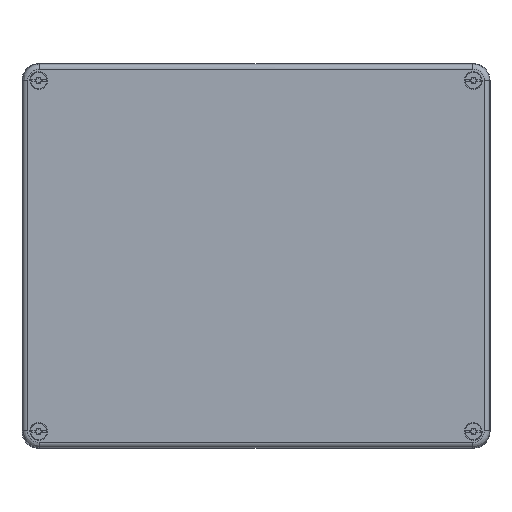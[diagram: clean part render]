
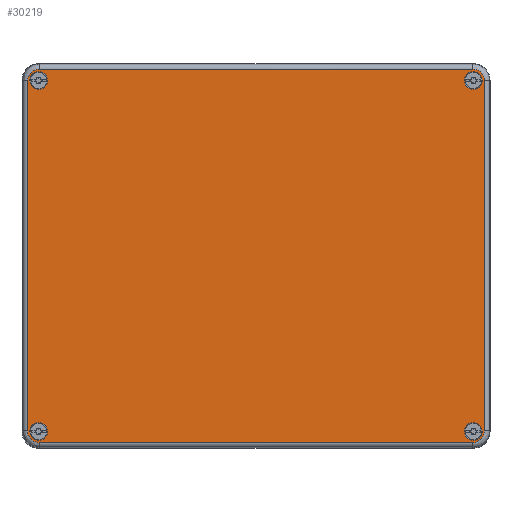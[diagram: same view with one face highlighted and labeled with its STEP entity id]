
A CAD part, top view. The second image highlights one B-rep face of the part: STEP entity #30219.
In plain terms, the highlighted planar face has unit normal (0, 0, 1).
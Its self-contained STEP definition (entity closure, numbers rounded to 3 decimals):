
#30135=AXIS2_PLACEMENT_3D('Plane Axis2P3D',#30132,#30133,#30134) ;
#30149=AXIS2_PLACEMENT_3D('Circle Axis2P3D',#30147,#30148,$) ;
#30158=AXIS2_PLACEMENT_3D('Circle Axis2P3D',#30156,#30157,$) ;
#30167=AXIS2_PLACEMENT_3D('Circle Axis2P3D',#30165,#30166,$) ;
#30176=AXIS2_PLACEMENT_3D('Circle Axis2P3D',#30174,#30175,$) ;
#30185=AXIS2_PLACEMENT_3D('Circle Axis2P3D',#30183,#30184,$) ;
#30194=AXIS2_PLACEMENT_3D('Circle Axis2P3D',#30192,#30193,$) ;
#30203=AXIS2_PLACEMENT_3D('Circle Axis2P3D',#30201,#30202,$) ;
#30212=AXIS2_PLACEMENT_3D('Circle Axis2P3D',#30210,#30211,$) ;
#29182=CARTESIAN_POINT('Vertex',(3.297,219.704,111.)) ;
#29189=CARTESIAN_POINT('Vertex',(3.297,10.296,111.)) ;
#29192=CARTESIAN_POINT('Line Origine',(3.297,115.,111.)) ;
#29297=CARTESIAN_POINT('Vertex',(10.296,226.703,111.)) ;
#29301=CARTESIAN_POINT('Control Point',(3.297,219.704,111.)) ;
#29302=CARTESIAN_POINT('Control Point',(3.297,221.166,111.)) ;
#29303=CARTESIAN_POINT('Control Point',(3.679,222.629,111.)) ;
#29304=CARTESIAN_POINT('Control Point',(4.444,223.958,111.)) ;
#29305=CARTESIAN_POINT('Control Point',(6.057,225.558,111.)) ;
#29306=CARTESIAN_POINT('Control Point',(8.104,226.412,111.)) ;
#29307=CARTESIAN_POINT('Control Point',(8.823,226.606,111.)) ;
#29308=CARTESIAN_POINT('Control Point',(9.56,226.703,111.)) ;
#29309=CARTESIAN_POINT('Control Point',(10.296,226.703,111.)) ;
#29328=CARTESIAN_POINT('Vertex',(269.704,226.703,111.)) ;
#29331=CARTESIAN_POINT('Line Origine',(140.011,226.703,111.)) ;
#29436=CARTESIAN_POINT('Vertex',(276.703,219.704,111.)) ;
#29440=CARTESIAN_POINT('Control Point',(269.704,226.703,111.)) ;
#29441=CARTESIAN_POINT('Control Point',(271.166,226.703,111.)) ;
#29442=CARTESIAN_POINT('Control Point',(272.629,226.321,111.)) ;
#29443=CARTESIAN_POINT('Control Point',(273.958,225.556,111.)) ;
#29444=CARTESIAN_POINT('Control Point',(275.558,223.943,111.)) ;
#29445=CARTESIAN_POINT('Control Point',(276.412,221.896,111.)) ;
#29446=CARTESIAN_POINT('Control Point',(276.606,221.177,111.)) ;
#29447=CARTESIAN_POINT('Control Point',(276.703,220.44,111.)) ;
#29448=CARTESIAN_POINT('Control Point',(276.703,219.704,111.)) ;
#29467=CARTESIAN_POINT('Vertex',(276.703,10.296,111.)) ;
#29470=CARTESIAN_POINT('Line Origine',(276.703,115.,111.)) ;
#29575=CARTESIAN_POINT('Vertex',(269.704,3.297,111.)) ;
#29579=CARTESIAN_POINT('Control Point',(276.703,10.296,111.)) ;
#29580=CARTESIAN_POINT('Control Point',(276.703,8.834,111.)) ;
#29581=CARTESIAN_POINT('Control Point',(276.321,7.371,111.)) ;
#29582=CARTESIAN_POINT('Control Point',(275.556,6.042,111.)) ;
#29583=CARTESIAN_POINT('Control Point',(273.943,4.442,111.)) ;
#29584=CARTESIAN_POINT('Control Point',(271.896,3.588,111.)) ;
#29585=CARTESIAN_POINT('Control Point',(271.177,3.394,111.)) ;
#29586=CARTESIAN_POINT('Control Point',(270.44,3.297,111.)) ;
#29587=CARTESIAN_POINT('Control Point',(269.704,3.297,111.)) ;
#29606=CARTESIAN_POINT('Vertex',(10.296,3.297,111.)) ;
#29609=CARTESIAN_POINT('Line Origine',(140.011,3.297,111.)) ;
#29705=CARTESIAN_POINT('Control Point',(10.296,3.297,111.)) ;
#29706=CARTESIAN_POINT('Control Point',(8.834,3.297,111.)) ;
#29707=CARTESIAN_POINT('Control Point',(7.371,3.679,111.)) ;
#29708=CARTESIAN_POINT('Control Point',(6.042,4.444,111.)) ;
#29709=CARTESIAN_POINT('Control Point',(4.442,6.057,111.)) ;
#29710=CARTESIAN_POINT('Control Point',(3.588,8.104,111.)) ;
#29711=CARTESIAN_POINT('Control Point',(3.394,8.823,111.)) ;
#29712=CARTESIAN_POINT('Control Point',(3.297,9.56,111.)) ;
#29713=CARTESIAN_POINT('Control Point',(3.297,10.296,111.)) ;
#30132=CARTESIAN_POINT('Axis2P3D Location',(140.,115.,111.)) ;
#30147=CARTESIAN_POINT('Axis2P3D Location',(270.,220.,111.)) ;
#30151=CARTESIAN_POINT('Vertex',(267.459,215.349,111.)) ;
#30153=CARTESIAN_POINT('Vertex',(272.541,224.651,111.)) ;
#30156=CARTESIAN_POINT('Axis2P3D Location',(270.,220.,111.)) ;
#30165=CARTESIAN_POINT('Axis2P3D Location',(270.,10.,111.)) ;
#30169=CARTESIAN_POINT('Vertex',(272.541,14.651,111.)) ;
#30171=CARTESIAN_POINT('Vertex',(267.459,5.349,111.)) ;
#30174=CARTESIAN_POINT('Axis2P3D Location',(270.,10.,111.)) ;
#30183=CARTESIAN_POINT('Axis2P3D Location',(10.,220.,111.)) ;
#30187=CARTESIAN_POINT('Vertex',(12.541,224.651,111.)) ;
#30189=CARTESIAN_POINT('Vertex',(7.459,215.349,111.)) ;
#30192=CARTESIAN_POINT('Axis2P3D Location',(10.,220.,111.)) ;
#30201=CARTESIAN_POINT('Axis2P3D Location',(10.,10.,111.)) ;
#30205=CARTESIAN_POINT('Vertex',(12.541,14.651,111.)) ;
#30207=CARTESIAN_POINT('Vertex',(7.459,5.349,111.)) ;
#30210=CARTESIAN_POINT('Axis2P3D Location',(10.,10.,111.)) ;
#29193=DIRECTION('Vector Direction',(0.,-1.,0.)) ;
#29332=DIRECTION('Vector Direction',(1.,0.,0.)) ;
#29471=DIRECTION('Vector Direction',(0.,-1.,0.)) ;
#29610=DIRECTION('Vector Direction',(1.,0.,0.)) ;
#30133=DIRECTION('Axis2P3D Direction',(0.,0.,1.)) ;
#30134=DIRECTION('Axis2P3D XDirection',(1.,0.,0.)) ;
#30148=DIRECTION('Axis2P3D Direction',(0.,0.,1.)) ;
#30157=DIRECTION('Axis2P3D Direction',(0.,0.,1.)) ;
#30166=DIRECTION('Axis2P3D Direction',(0.,0.,1.)) ;
#30175=DIRECTION('Axis2P3D Direction',(0.,0.,1.)) ;
#30184=DIRECTION('Axis2P3D Direction',(0.,0.,1.)) ;
#30193=DIRECTION('Axis2P3D Direction',(0.,0.,1.)) ;
#30202=DIRECTION('Axis2P3D Direction',(0.,0.,1.)) ;
#30211=DIRECTION('Axis2P3D Direction',(0.,0.,1.)) ;
#29194=VECTOR('Line Direction',#29193,1.) ;
#29333=VECTOR('Line Direction',#29332,1.) ;
#29472=VECTOR('Line Direction',#29471,1.) ;
#29611=VECTOR('Line Direction',#29610,1.) ;
#30138=ORIENTED_EDGE('',*,*,#29335,.T.) ;
#30139=ORIENTED_EDGE('',*,*,#29310,.T.) ;
#30140=ORIENTED_EDGE('',*,*,#29196,.T.) ;
#30141=ORIENTED_EDGE('',*,*,#29714,.T.) ;
#30142=ORIENTED_EDGE('',*,*,#29613,.T.) ;
#30143=ORIENTED_EDGE('',*,*,#29588,.T.) ;
#30144=ORIENTED_EDGE('',*,*,#29474,.T.) ;
#30145=ORIENTED_EDGE('',*,*,#29449,.T.) ;
#30162=ORIENTED_EDGE('',*,*,#30155,.T.) ;
#30163=ORIENTED_EDGE('',*,*,#30160,.T.) ;
#30180=ORIENTED_EDGE('',*,*,#30173,.T.) ;
#30181=ORIENTED_EDGE('',*,*,#30178,.T.) ;
#30198=ORIENTED_EDGE('',*,*,#30191,.T.) ;
#30199=ORIENTED_EDGE('',*,*,#30196,.T.) ;
#30216=ORIENTED_EDGE('',*,*,#30209,.T.) ;
#30217=ORIENTED_EDGE('',*,*,#30214,.T.) ;
#30164=FACE_BOUND('',#30161,.T.) ;
#30182=FACE_BOUND('',#30179,.T.) ;
#30200=FACE_BOUND('',#30197,.T.) ;
#30218=FACE_BOUND('',#30215,.T.) ;
#30219=ADVANCED_FACE('Cover',(#30146,#30164,#30182,#30200,#30218),#30136,.T.) ;
#29300=B_SPLINE_CURVE_WITH_KNOTS('',5,(#29301,#29302,#29303,#29304,#29305,#29306,#29307,#29308,#29309),.UNSPECIFIED.,.F.,.U.,(6,3,6),(28.768,38.154,42.881),.UNSPECIFIED.) ;
#29439=B_SPLINE_CURVE_WITH_KNOTS('',5,(#29440,#29441,#29442,#29443,#29444,#29445,#29446,#29447,#29448),.UNSPECIFIED.,.F.,.U.,(6,3,6),(28.768,38.154,42.881),.UNSPECIFIED.) ;
#29578=B_SPLINE_CURVE_WITH_KNOTS('',5,(#29579,#29580,#29581,#29582,#29583,#29584,#29585,#29586,#29587),.UNSPECIFIED.,.F.,.U.,(6,3,6),(28.768,38.154,42.881),.UNSPECIFIED.) ;
#29704=B_SPLINE_CURVE_WITH_KNOTS('',5,(#29705,#29706,#29707,#29708,#29709,#29710,#29711,#29712,#29713),.UNSPECIFIED.,.F.,.U.,(6,3,6),(28.768,38.154,42.881),.UNSPECIFIED.) ;
#30150=CIRCLE('generated circle',#30149,5.3) ;
#30159=CIRCLE('generated circle',#30158,5.3) ;
#30168=CIRCLE('generated circle',#30167,5.3) ;
#30177=CIRCLE('generated circle',#30176,5.3) ;
#30186=CIRCLE('generated circle',#30185,5.3) ;
#30195=CIRCLE('generated circle',#30194,5.3) ;
#30204=CIRCLE('generated circle',#30203,5.3) ;
#30213=CIRCLE('generated circle',#30212,5.3) ;
#29196=EDGE_CURVE('',#29183,#29190,#29195,.T.) ;
#29310=EDGE_CURVE('',#29298,#29183,#29300,.F.) ;
#29335=EDGE_CURVE('',#29329,#29298,#29334,.F.) ;
#29449=EDGE_CURVE('',#29437,#29329,#29439,.F.) ;
#29474=EDGE_CURVE('',#29468,#29437,#29473,.F.) ;
#29588=EDGE_CURVE('',#29576,#29468,#29578,.F.) ;
#29613=EDGE_CURVE('',#29607,#29576,#29612,.T.) ;
#29714=EDGE_CURVE('',#29190,#29607,#29704,.F.) ;
#30155=EDGE_CURVE('',#30152,#30154,#30150,.F.) ;
#30160=EDGE_CURVE('',#30154,#30152,#30159,.F.) ;
#30173=EDGE_CURVE('',#30170,#30172,#30168,.F.) ;
#30178=EDGE_CURVE('',#30172,#30170,#30177,.F.) ;
#30191=EDGE_CURVE('',#30188,#30190,#30186,.F.) ;
#30196=EDGE_CURVE('',#30190,#30188,#30195,.F.) ;
#30209=EDGE_CURVE('',#30206,#30208,#30204,.F.) ;
#30214=EDGE_CURVE('',#30208,#30206,#30213,.F.) ;
#30137=EDGE_LOOP('',(#30138,#30139,#30140,#30141,#30142,#30143,#30144,#30145)) ;
#30161=EDGE_LOOP('',(#30162,#30163)) ;
#30179=EDGE_LOOP('',(#30180,#30181)) ;
#30197=EDGE_LOOP('',(#30198,#30199)) ;
#30215=EDGE_LOOP('',(#30216,#30217)) ;
#30146=FACE_OUTER_BOUND('',#30137,.T.) ;
#29195=LINE('Line',#29192,#29194) ;
#29334=LINE('Line',#29331,#29333) ;
#29473=LINE('Line',#29470,#29472) ;
#29612=LINE('Line',#29609,#29611) ;
#30136=PLANE('',#30135) ;
#29183=VERTEX_POINT('',#29182) ;
#29190=VERTEX_POINT('',#29189) ;
#29298=VERTEX_POINT('',#29297) ;
#29329=VERTEX_POINT('',#29328) ;
#29437=VERTEX_POINT('',#29436) ;
#29468=VERTEX_POINT('',#29467) ;
#29576=VERTEX_POINT('',#29575) ;
#29607=VERTEX_POINT('',#29606) ;
#30152=VERTEX_POINT('',#30151) ;
#30154=VERTEX_POINT('',#30153) ;
#30170=VERTEX_POINT('',#30169) ;
#30172=VERTEX_POINT('',#30171) ;
#30188=VERTEX_POINT('',#30187) ;
#30190=VERTEX_POINT('',#30189) ;
#30206=VERTEX_POINT('',#30205) ;
#30208=VERTEX_POINT('',#30207) ;
